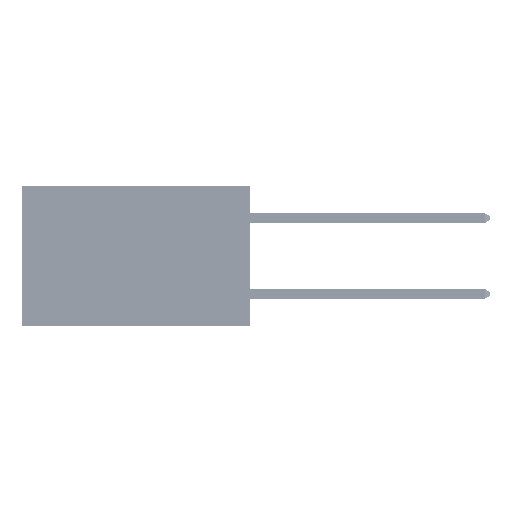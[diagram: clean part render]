
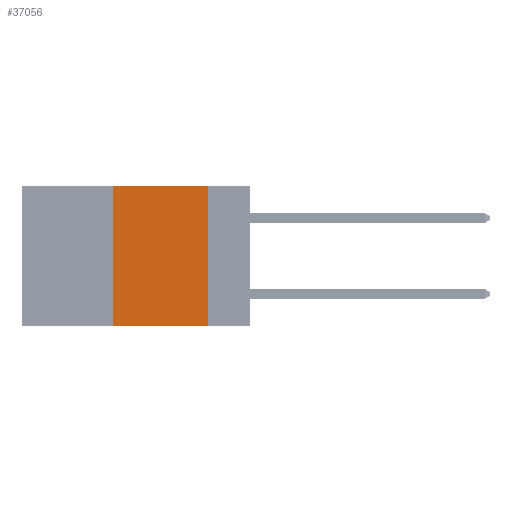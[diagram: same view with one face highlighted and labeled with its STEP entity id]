
A CAD part, left-side view. The second image highlights one B-rep face of the part: STEP entity #37056.
In plain terms, the highlighted planar face has unit normal (-1, 0, 0).
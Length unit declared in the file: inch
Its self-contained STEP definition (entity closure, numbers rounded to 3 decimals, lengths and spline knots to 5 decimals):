
#520 = PLANE ( 'NONE',  #22143 ) ;
#2359 = CARTESIAN_POINT ( 'NONE',  ( 0., 0.11, 0. ) ) ;
#2515 = CARTESIAN_POINT ( 'NONE',  ( 0., 0.36, -0.37 ) ) ;
#4536 = DIRECTION ( 'NONE',  ( 1., 0., 0. ) ) ;
#5147 = VECTOR ( 'NONE', #8506, 39.37008 ) ;
#5334 = CARTESIAN_POINT ( 'NONE',  ( 0., 0.11, 0. ) ) ;
#8506 = DIRECTION ( 'NONE',  ( 0., 0., 1. ) ) ;
#9528 = ORIENTED_EDGE ( 'NONE', *, *, #36186, .F. ) ;
#10306 = LINE ( 'NONE', #5334, #32424 ) ;
#12018 = VERTEX_POINT ( 'NONE', #2515 ) ;
#12349 = CARTESIAN_POINT ( 'NONE',  ( 0., 0.6, 0. ) ) ;
#13608 = CARTESIAN_POINT ( 'NONE',  ( 0., 0.6, 0. ) ) ;
#15232 = ORIENTED_EDGE ( 'NONE', *, *, #28516, .F. ) ;
#15575 = CARTESIAN_POINT ( 'NONE',  ( 0., 0.36, 0. ) ) ;
#20177 = DIRECTION ( 'NONE',  ( 0., -1., 0. ) ) ;
#20419 = FACE_OUTER_BOUND ( 'NONE', #36248, .T. ) ;
#21405 = VECTOR ( 'NONE', #32031, 39.37008 ) ;
#21857 = VERTEX_POINT ( 'NONE', #27946 ) ;
#22143 = AXIS2_PLACEMENT_3D ( 'NONE', #12349, #4536, #32013 ) ;
#22720 = EDGE_CURVE ( 'NONE', #34983, #21857, #10306, .T. ) ;
#23965 = CARTESIAN_POINT ( 'NONE',  ( 0., 0.6, -0.37 ) ) ;
#25696 = DIRECTION ( 'NONE',  ( 0., 0., -1. ) ) ;
#27745 = LINE ( 'NONE', #23965, #48133 ) ;
#27946 = CARTESIAN_POINT ( 'NONE',  ( 0., 0.11, -0.37 ) ) ;
#28516 = EDGE_CURVE ( 'NONE', #41529, #34983, #36047, .T. ) ;
#31223 = LINE ( 'NONE', #15575, #5147 ) ;
#31386 = CARTESIAN_POINT ( 'NONE',  ( 0., 0.36, 0. ) ) ;
#32013 = DIRECTION ( 'NONE',  ( 0., 0., -1. ) ) ;
#32031 = DIRECTION ( 'NONE',  ( 0., -1., 0. ) ) ;
#32424 = VECTOR ( 'NONE', #25696, 39.37008 ) ;
#32526 = EDGE_CURVE ( 'NONE', #12018, #21857, #27745, .T. ) ;
#33432 = ORIENTED_EDGE ( 'NONE', *, *, #32526, .T. ) ;
#34983 = VERTEX_POINT ( 'NONE', #2359 ) ;
#36047 = LINE ( 'NONE', #13608, #21405 ) ;
#36186 = EDGE_CURVE ( 'NONE', #12018, #41529, #31223, .T. ) ;
#36248 = EDGE_LOOP ( 'NONE', ( #36279, #15232, #9528, #33432 ) ) ;
#36279 = ORIENTED_EDGE ( 'NONE', *, *, #22720, .F. ) ;
#37056 = ADVANCED_FACE ( 'NONE', ( #20419 ), #520, .F. ) ;
#41529 = VERTEX_POINT ( 'NONE', #31386 ) ;
#48133 = VECTOR ( 'NONE', #20177, 39.37008 ) ;
